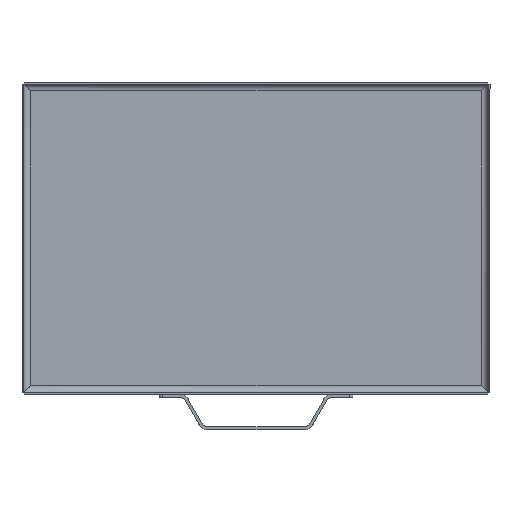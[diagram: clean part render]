
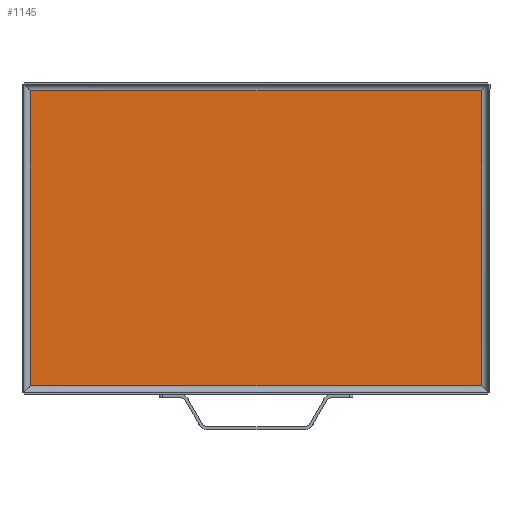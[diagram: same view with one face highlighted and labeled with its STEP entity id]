
A CAD part, top view. The second image highlights one B-rep face of the part: STEP entity #1145.
In plain terms, the highlighted planar face has unit normal (0, 0, 1).
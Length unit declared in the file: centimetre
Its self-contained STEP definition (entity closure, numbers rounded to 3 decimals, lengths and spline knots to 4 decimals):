
#81=PLANE('',#1253);
#149=FACE_OUTER_BOUND('',#217,.T.);
#217=EDGE_LOOP('',(#1031,#1032,#1033,#1034,#1035,#1036,#1037,#1038));
#272=LINE('',#1725,#392);
#288=LINE('',#1826,#408);
#304=LINE('',#1927,#424);
#320=LINE('',#2028,#440);
#335=LINE('',#2123,#455);
#336=LINE('',#2124,#456);
#337=LINE('',#2125,#457);
#338=LINE('',#2126,#458);
#392=VECTOR('',#1417,1.);
#408=VECTOR('',#1451,1.);
#424=VECTOR('',#1485,1.);
#440=VECTOR('',#1519,1.);
#455=VECTOR('',#1550,1.);
#456=VECTOR('',#1551,1.);
#457=VECTOR('',#1552,1.);
#458=VECTOR('',#1553,1.);
#537=VERTEX_POINT('',#1722);
#538=VERTEX_POINT('',#1724);
#549=VERTEX_POINT('',#1823);
#550=VERTEX_POINT('',#1825);
#561=VERTEX_POINT('',#1924);
#562=VERTEX_POINT('',#1926);
#573=VERTEX_POINT('',#2025);
#574=VERTEX_POINT('',#2027);
#657=EDGE_CURVE('',#538,#537,#272,.T.);
#677=EDGE_CURVE('',#550,#549,#288,.T.);
#697=EDGE_CURVE('',#562,#561,#304,.T.);
#717=EDGE_CURVE('',#574,#573,#320,.T.);
#735=EDGE_CURVE('',#537,#574,#335,.T.);
#736=EDGE_CURVE('',#573,#562,#336,.T.);
#737=EDGE_CURVE('',#561,#550,#337,.T.);
#738=EDGE_CURVE('',#549,#538,#338,.T.);
#1031=ORIENTED_EDGE('',*,*,#657,.T.);
#1032=ORIENTED_EDGE('',*,*,#735,.T.);
#1033=ORIENTED_EDGE('',*,*,#717,.T.);
#1034=ORIENTED_EDGE('',*,*,#736,.T.);
#1035=ORIENTED_EDGE('',*,*,#697,.T.);
#1036=ORIENTED_EDGE('',*,*,#737,.T.);
#1037=ORIENTED_EDGE('',*,*,#677,.T.);
#1038=ORIENTED_EDGE('',*,*,#738,.T.);
#1145=ADVANCED_FACE('',(#149),#81,.T.);
#1253=AXIS2_PLACEMENT_3D('',#2122,#1548,#1549);
#1417=DIRECTION('',(0.,1.,0.));
#1451=DIRECTION('',(1.,0.,0.));
#1485=DIRECTION('',(0.,-1.,0.));
#1519=DIRECTION('',(-1.,0.,0.));
#1548=DIRECTION('center_axis',(0.,0.,1.));
#1549=DIRECTION('ref_axis',(1.,0.,0.));
#1550=DIRECTION('',(-0.707,0.707,0.));
#1551=DIRECTION('',(-0.707,-0.707,0.));
#1552=DIRECTION('',(0.707,-0.707,0.));
#1553=DIRECTION('',(0.707,0.707,0.));
#1722=CARTESIAN_POINT('',(22.0345,14.3965,0.1905));
#1724=CARTESIAN_POINT('',(22.0345,-14.3965,0.1905));
#1725=CARTESIAN_POINT('',(22.0345,7.2072,0.1905));
#1823=CARTESIAN_POINT('',(22.0165,-14.4145,0.1905));
#1825=CARTESIAN_POINT('',(-22.0165,-14.4145,0.1905));
#1826=CARTESIAN_POINT('',(11.0172,-14.4145,0.1905));
#1924=CARTESIAN_POINT('',(-22.0345,-14.3965,0.1905));
#1926=CARTESIAN_POINT('',(-22.0345,14.3965,0.1905));
#1927=CARTESIAN_POINT('',(-22.0345,-7.2072,0.1905));
#2025=CARTESIAN_POINT('',(-22.0165,14.4145,0.1905));
#2027=CARTESIAN_POINT('',(22.0165,14.4145,0.1905));
#2028=CARTESIAN_POINT('',(-11.0172,14.4145,0.1905));
#2122=CARTESIAN_POINT('Origin',(0.,0.,
0.1905));
#2123=CARTESIAN_POINT('',(20.116,16.315,0.1905));
#2124=CARTESIAN_POINT('',(-20.125,16.306,0.1905));
#2125=CARTESIAN_POINT('',(-20.116,-16.315,0.1905));
#2126=CARTESIAN_POINT('',(20.125,-16.306,0.1905));
